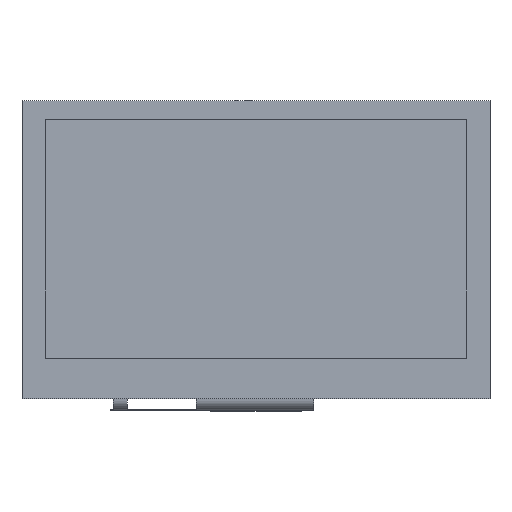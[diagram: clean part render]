
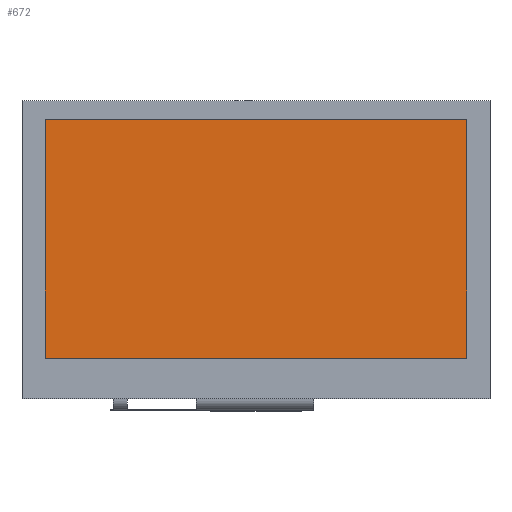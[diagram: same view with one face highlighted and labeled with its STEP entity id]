
A CAD part, top view. The second image highlights one B-rep face of the part: STEP entity #672.
In plain terms, the highlighted planar face has unit normal (0, 0, 1).
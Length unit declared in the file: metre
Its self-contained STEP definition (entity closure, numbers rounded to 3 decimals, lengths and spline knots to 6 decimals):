
#158=ORIENTED_EDGE('',*,*,#279,.F.);
#159=ORIENTED_EDGE('',*,*,#282,.T.);
#160=ORIENTED_EDGE('',*,*,#284,.T.);
#161=ORIENTED_EDGE('',*,*,#285,.F.);
#279=EDGE_CURVE('',#348,#349,#423,.T.);
#282=EDGE_CURVE('',#348,#350,#426,.T.);
#284=EDGE_CURVE('',#350,#351,#428,.T.);
#285=EDGE_CURVE('',#349,#351,#429,.T.);
#348=VERTEX_POINT('',#1213);
#349=VERTEX_POINT('',#1215);
#350=VERTEX_POINT('',#1219);
#351=VERTEX_POINT('',#1223);
#423=LINE('',#1214,#505);
#426=LINE('',#1220,#508);
#428=LINE('',#1224,#510);
#429=LINE('',#1226,#511);
#505=VECTOR('',#1015,1.);
#508=VECTOR('',#1020,1.);
#510=VECTOR('',#1024,1.);
#511=VECTOR('',#1027,1.);
#543=EDGE_LOOP('',(#158,#159,#160,#161));
#581=FACE_BOUND('',#543,.T.);
#614=PLANE('',#877);
#672=ADVANCED_FACE('',(#581),#614,.T.);
#877=AXIS2_PLACEMENT_3D('',#1227,#1028,#1029);
#1015=DIRECTION('',(1.,0.,0.));
#1020=DIRECTION('',(0.,-1.,0.));
#1024=DIRECTION('',(1.,0.,0.));
#1027=DIRECTION('',(0.,-1.,0.));
#1028=DIRECTION('',(0.,0.,1.));
#1029=DIRECTION('',(1.,0.,0.));
#1213=CARTESIAN_POINT('',(-0.04752,0.02937,0.00299));
#1214=CARTESIAN_POINT('',(0.,0.02937,0.00299));
#1215=CARTESIAN_POINT('',(0.04752,0.02937,0.00299));
#1219=CARTESIAN_POINT('',(-0.04752,-0.02449,0.00299));
#1220=CARTESIAN_POINT('',(-0.04752,0.00244,0.00299));
#1223=CARTESIAN_POINT('',(0.04752,-0.02449,0.00299));
#1224=CARTESIAN_POINT('',(0.,-0.02449,0.00299));
#1226=CARTESIAN_POINT('',(0.04752,0.00244,0.00299));
#1227=CARTESIAN_POINT('',(0.,0.,0.00299));
